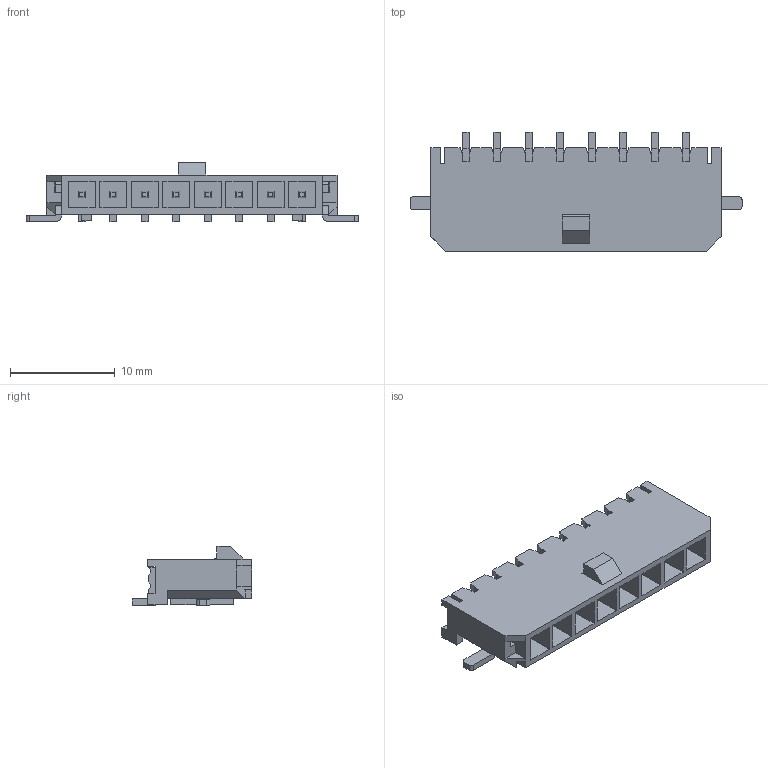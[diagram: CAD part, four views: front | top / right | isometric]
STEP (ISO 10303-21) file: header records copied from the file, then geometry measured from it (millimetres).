
FILE_DESCRIPTION( ( 'Unknown' ), '1' );
FILE_NAME( '662108145021.stp', 'Unknown', ( 'Unknown' ), ( 'Unknown' ), 'PSStep 15.0.49', 'Unknown', ' ' );
FILE_SCHEMA( ( 'AUTOMOTIVE_DESIGN { 1 0 10303 214 1 1 1 1 }' ) );
Length unit declared in the file: millimetre
Products named in the file (4): Assem1; 662108145021; 6621xx145021_PIN; 6621xx145021_MASSE
Assembly tree (11 placements, depth 2):
  Assem1
    662108145021
    6621xx145021_PIN  x8
    6621xx145021_MASSE  x2
Bounding box: 31.65 x 11.35 x 5.64 mm (x, y, z)
Volume: 655.8 mm3; surface area: 1866.5 mm2
Topology: 11 solids, 11 shells, 516 faces, 1415 edges, 916 vertices
Faces by surface type: plane 501, cylinder 15
Full cylindrical faces by diameter (mm): 0.8 x2
Entity records: 12848 total; most frequent: CARTESIAN_POINT 1826, ORIENTED_EDGE 1812, DIRECTION 1586, EDGE_CURVE 906, LINE 890, VECTOR 890, VERTEX_POINT 588, AXIS2_PLACEMENT_3D 348
